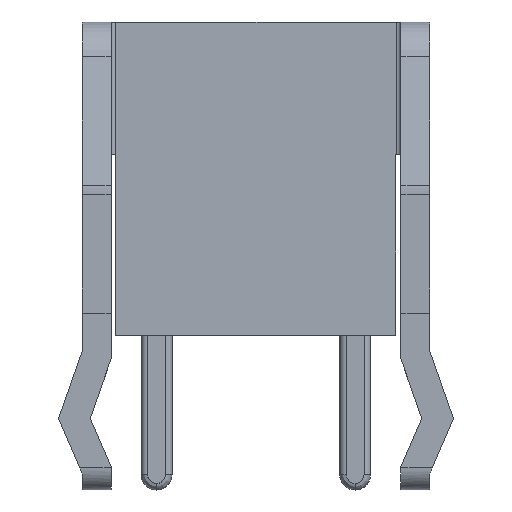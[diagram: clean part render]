
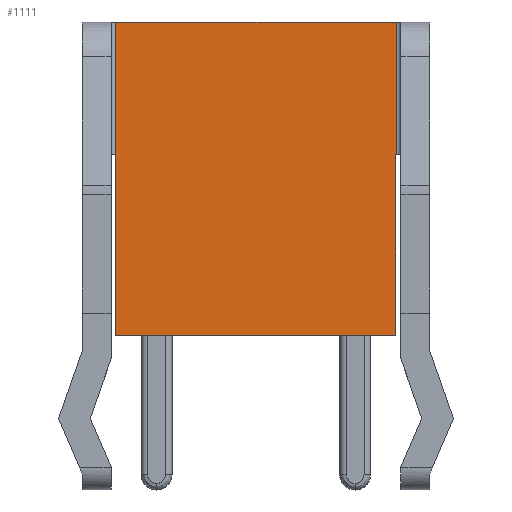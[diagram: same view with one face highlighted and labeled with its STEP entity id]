
A CAD part, top view. The second image highlights one B-rep face of the part: STEP entity #1111.
In plain terms, the highlighted planar face has unit normal (0, 0, 1).
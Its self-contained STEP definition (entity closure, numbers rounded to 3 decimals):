
#21 = CARTESIAN_POINT ( 'NONE',  ( 0., 7.1, 10.382 ) ) ;
#82 = LINE ( 'NONE', #21, #2091 ) ;
#205 = ORIENTED_EDGE ( 'NONE', *, *, #2107, .F. ) ;
#216 = VECTOR ( 'NONE', #3466, 1000. ) ;
#244 = ORIENTED_EDGE ( 'NONE', *, *, #1963, .F. ) ;
#330 = VERTEX_POINT ( 'NONE', #353 ) ;
#353 = CARTESIAN_POINT ( 'NONE',  ( 5.785, 0., 10.382 ) ) ;
#444 = CARTESIAN_POINT ( 'NONE',  ( 5.785, 4.1, 10.382 ) ) ;
#451 = ORIENTED_EDGE ( 'NONE', *, *, #965, .F. ) ;
#460 = CARTESIAN_POINT ( 'NONE',  ( 5.8, 4.1, 10.382 ) ) ;
#843 = AXIS2_PLACEMENT_3D ( 'NONE', #2669, #2940, #1307 ) ;
#864 = EDGE_CURVE ( 'NONE', #1679, #895, #1191, .T. ) ;
#895 = VERTEX_POINT ( 'NONE', #460 ) ;
#898 = VERTEX_POINT ( 'NONE', #2923 ) ;
#965 = EDGE_CURVE ( 'NONE', #2644, #898, #1271, .T. ) ;
#1029 = LINE ( 'NONE', #1282, #216 ) ;
#1111 = ADVANCED_FACE ( 'NONE', ( #2591 ), #2395, .F. ) ;
#1191 = LINE ( 'NONE', #444, #3189 ) ;
#1203 = CARTESIAN_POINT ( 'NONE',  ( -0.565, 0., 10.382 ) ) ;
#1271 = LINE ( 'NONE', #2634, #2558 ) ;
#1282 = CARTESIAN_POINT ( 'NONE',  ( 5.785, 0., 10.382 ) ) ;
#1293 = EDGE_CURVE ( 'NONE', #898, #2862, #82, .T. ) ;
#1307 = DIRECTION ( 'NONE',  ( -1., 0., 0. ) ) ;
#1355 = ORIENTED_EDGE ( 'NONE', *, *, #1293, .F. ) ;
#1473 = ORIENTED_EDGE ( 'NONE', *, *, #3131, .F. ) ;
#1560 = DIRECTION ( 'NONE',  ( 1., 0., 0. ) ) ;
#1588 = CARTESIAN_POINT ( 'NONE',  ( 5.8, 0., 10.382 ) ) ;
#1679 = VERTEX_POINT ( 'NONE', #1732 ) ;
#1719 = EDGE_LOOP ( 'NONE', ( #3341, #244, #1355, #451, #1473, #205 ) ) ;
#1732 = CARTESIAN_POINT ( 'NONE',  ( 5.785, 4.1, 10.382 ) ) ;
#1934 = DIRECTION ( 'NONE',  ( 1., 0., 0. ) ) ;
#1963 = EDGE_CURVE ( 'NONE', #2862, #895, #2362, .T. ) ;
#2091 = VECTOR ( 'NONE', #1934, 1000. ) ;
#2107 = EDGE_CURVE ( 'NONE', #1679, #330, #1029, .T. ) ;
#2362 = LINE ( 'NONE', #1588, #3172 ) ;
#2364 = DIRECTION ( 'NONE',  ( 0., 1., 0. ) ) ;
#2395 = PLANE ( 'NONE',  #843 ) ;
#2558 = VECTOR ( 'NONE', #2364, 1000. ) ;
#2591 = FACE_OUTER_BOUND ( 'NONE', #1719, .T. ) ;
#2634 = CARTESIAN_POINT ( 'NONE',  ( -0.565, 0., 10.382 ) ) ;
#2644 = VERTEX_POINT ( 'NONE', #1203 ) ;
#2669 = CARTESIAN_POINT ( 'NONE',  ( 0., 0., 10.382 ) ) ;
#2862 = VERTEX_POINT ( 'NONE', #3292 ) ;
#2923 = CARTESIAN_POINT ( 'NONE',  ( -0.565, 7.1, 10.382 ) ) ;
#2940 = DIRECTION ( 'NONE',  ( 0., 0., -1. ) ) ;
#3019 = CARTESIAN_POINT ( 'NONE',  ( 0., 0., 10.382 ) ) ;
#3131 = EDGE_CURVE ( 'NONE', #330, #2644, #3406, .T. ) ;
#3172 = VECTOR ( 'NONE', #3489, 1000. ) ;
#3189 = VECTOR ( 'NONE', #1560, 1000. ) ;
#3226 = VECTOR ( 'NONE', #3297, 1000. ) ;
#3292 = CARTESIAN_POINT ( 'NONE',  ( 5.8, 7.1, 10.382 ) ) ;
#3297 = DIRECTION ( 'NONE',  ( -1., 0., 0. ) ) ;
#3341 = ORIENTED_EDGE ( 'NONE', *, *, #864, .T. ) ;
#3406 = LINE ( 'NONE', #3019, #3226 ) ;
#3466 = DIRECTION ( 'NONE',  ( 0., -1., 0. ) ) ;
#3489 = DIRECTION ( 'NONE',  ( 0., -1., 0. ) ) ;
